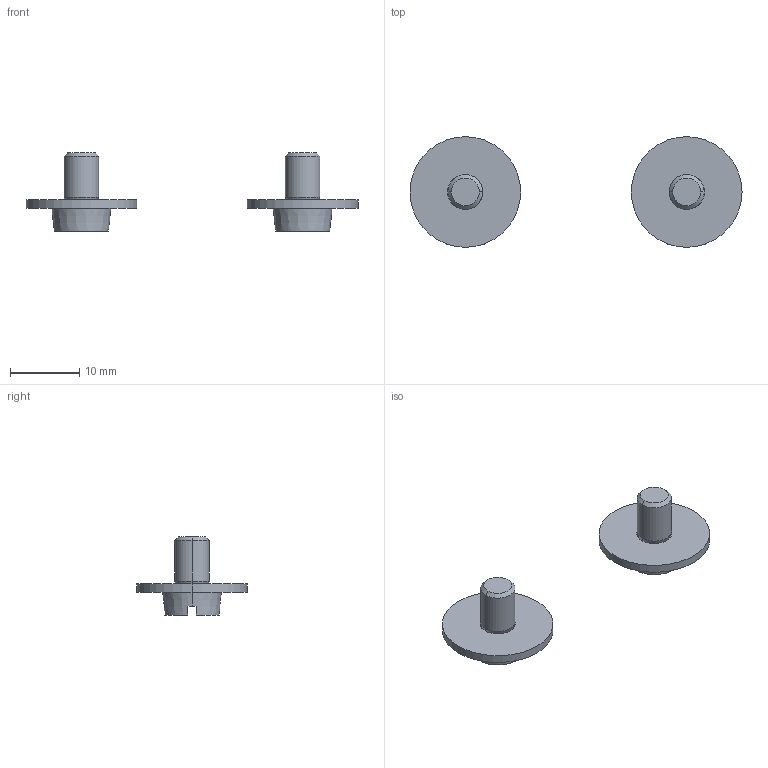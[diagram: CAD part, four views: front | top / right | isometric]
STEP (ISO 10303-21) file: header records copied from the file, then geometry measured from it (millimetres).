
FILE_DESCRIPTION((''),'2;1');
FILE_NAME('CAPPR_KEMET_PEH200ZZ4470MU2_Part2.stp','2014-01-20T09:45:35',(''),(''),'Mechanical Desktop 2011','Mechanical Desktop 2011',', , ');
FILE_SCHEMA(('AUTOMOTIVE_DESIGN { 1 2 10303 214 1 1 1 1 }'));
Length unit declared in the file: millimetre
Products named in the file (1): Product
Bounding box: 48 x 16 x 11.3 mm (x, y, z)
Volume: 1065.9 mm3; surface area: 1537.4 mm2
Topology: 4 solids, 4 shells, 50 faces, 104 edges, 64 vertices
Faces by surface type: plane 18, cone 16, cylinder 12, torus 4
Entity records: 1422 total; most frequent: CARTESIAN_POINT 267, DIRECTION 258, ORIENTED_EDGE 208, AXIS2_PLACEMENT_3D 111, EDGE_CURVE 104, VERTEX_POINT 64, CIRCLE 60, EDGE_LOOP 56
